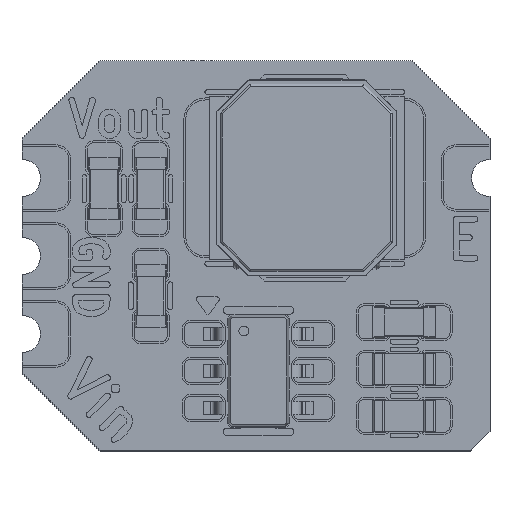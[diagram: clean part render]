
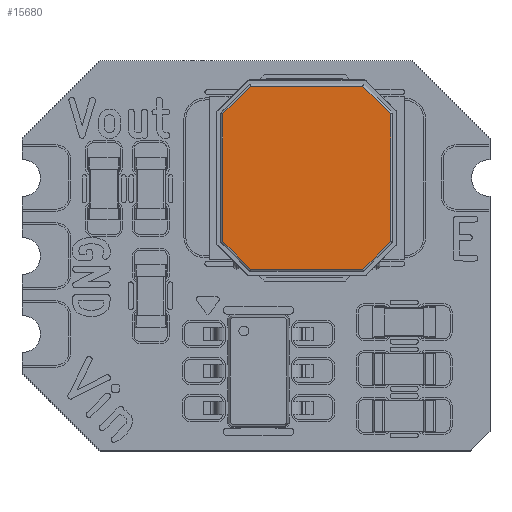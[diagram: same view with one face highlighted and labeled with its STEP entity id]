
A CAD part, top view. The second image highlights one B-rep face of the part: STEP entity #15680.
In plain terms, the highlighted face is planar.
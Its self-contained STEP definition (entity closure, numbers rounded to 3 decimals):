
#1379=FACE_OUTER_BOUND('',#2000,.T.);
#2000=EDGE_LOOP('',(#11769,#11770,#11771,#11772,#11773,#11774,#11775,#11776));
#2865=LINE('',#24169,#4686);
#2866=LINE('',#24171,#4687);
#2867=LINE('',#24173,#4688);
#2868=LINE('',#24175,#4689);
#2869=LINE('',#24177,#4690);
#2870=LINE('',#24179,#4691);
#2871=LINE('',#24181,#4692);
#2872=LINE('',#24182,#4693);
#4686=VECTOR('',#18552,1.);
#4687=VECTOR('',#18553,1.);
#4688=VECTOR('',#18554,1.);
#4689=VECTOR('',#18555,1.);
#4690=VECTOR('',#18556,1.);
#4691=VECTOR('',#18557,1.);
#4692=VECTOR('',#18558,1.);
#4693=VECTOR('',#18559,1.);
#6444=VERTEX_POINT('',#24167);
#6445=VERTEX_POINT('',#24168);
#6446=VERTEX_POINT('',#24170);
#6447=VERTEX_POINT('',#24172);
#6448=VERTEX_POINT('',#24174);
#6449=VERTEX_POINT('',#24176);
#6450=VERTEX_POINT('',#24178);
#6451=VERTEX_POINT('',#24180);
#8689=EDGE_CURVE('',#6444,#6445,#2865,.T.);
#8690=EDGE_CURVE('',#6445,#6446,#2866,.T.);
#8691=EDGE_CURVE('',#6446,#6447,#2867,.T.);
#8692=EDGE_CURVE('',#6447,#6448,#2868,.T.);
#8693=EDGE_CURVE('',#6448,#6449,#2869,.T.);
#8694=EDGE_CURVE('',#6449,#6450,#2870,.T.);
#8695=EDGE_CURVE('',#6450,#6451,#2871,.T.);
#8696=EDGE_CURVE('',#6451,#6444,#2872,.T.);
#11769=ORIENTED_EDGE('',*,*,#8689,.T.);
#11770=ORIENTED_EDGE('',*,*,#8690,.T.);
#11771=ORIENTED_EDGE('',*,*,#8691,.T.);
#11772=ORIENTED_EDGE('',*,*,#8692,.T.);
#11773=ORIENTED_EDGE('',*,*,#8693,.T.);
#11774=ORIENTED_EDGE('',*,*,#8694,.T.);
#11775=ORIENTED_EDGE('',*,*,#8695,.T.);
#11776=ORIENTED_EDGE('',*,*,#8696,.T.);
#14791=PLANE('',#16515);
#15680=ADVANCED_FACE('',(#1379),#14791,.F.);
#16515=AXIS2_PLACEMENT_3D('',#24166,#18550,#18551);
#18550=DIRECTION('center_axis',(0.,1.,0.));
#18551=DIRECTION('ref_axis',(0.,0.,1.));
#18552=DIRECTION('',(0.,0.,-1.));
#18553=DIRECTION('',(0.707,0.,-0.707));
#18554=DIRECTION('',(1.,0.,0.));
#18555=DIRECTION('',(0.707,0.,0.707));
#18556=DIRECTION('',(0.,0.,1.));
#18557=DIRECTION('',(-0.707,0.,0.707));
#18558=DIRECTION('',(-1.,0.,0.));
#18559=DIRECTION('',(-0.707,0.,-0.707));
#24166=CARTESIAN_POINT('Origin',(0.,0.,-5.));
#24167=CARTESIAN_POINT('',(-4.45,0.,-0.862));
#24168=CARTESIAN_POINT('',(-4.45,0.,-4.138));
#24169=CARTESIAN_POINT('',(-4.45,0.,-4.159));
#24170=CARTESIAN_POINT('',(-3.738,0.,-4.85));
#24171=CARTESIAN_POINT('',(-3.723,0.,-4.865));
#24172=CARTESIAN_POINT('',(-0.862,0.,-4.85));
#24173=CARTESIAN_POINT('',(-0.841,0.,-4.85));
#24174=CARTESIAN_POINT('',(-0.15,0.,-4.138));
#24175=CARTESIAN_POINT('',(-0.135,0.,-4.123));
#24176=CARTESIAN_POINT('',(-0.15,0.,-0.862));
#24177=CARTESIAN_POINT('',(-0.15,0.,-0.841));
#24178=CARTESIAN_POINT('',(-0.862,0.,-0.15));
#24179=CARTESIAN_POINT('',(-0.877,0.,-0.135));
#24180=CARTESIAN_POINT('',(-3.738,0.,-0.15));
#24181=CARTESIAN_POINT('',(-3.759,0.,-0.15));
#24182=CARTESIAN_POINT('',(-4.465,0.,-0.877));
